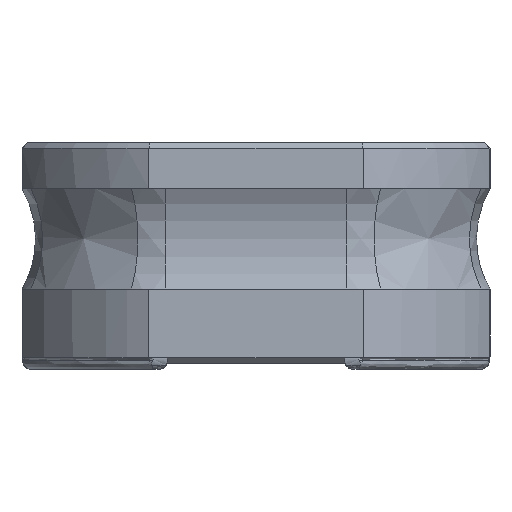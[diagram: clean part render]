
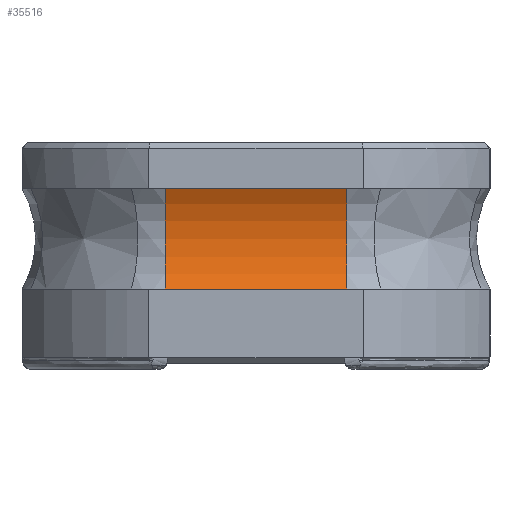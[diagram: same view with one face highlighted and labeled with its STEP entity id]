
A CAD part, front view. The second image highlights one B-rep face of the part: STEP entity #35516.
In plain terms, the highlighted free-form (B-spline) face has degree [2, 1] with [3, 2] control points.
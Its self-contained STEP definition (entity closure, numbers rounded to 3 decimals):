
#35460=CARTESIAN_POINT('',(1.578,-3.95,-0.8));
#35461=VERTEX_POINT('',#35460);
#35469=CARTESIAN_POINT('',(1.578,-3.95,-2.55));
#35470=VERTEX_POINT('',#35469);
#35477=CARTESIAN_POINT('',(1.578,-3.95,-0.8));
#35478=CARTESIAN_POINT('',(1.578,-3.462,-1.675));
#35479=CARTESIAN_POINT('',(1.578,-3.95,-2.55));
#35480=(BOUNDED_CURVE()B_SPLINE_CURVE(2,(#35477,#35478,#35479),.UNSPECIFIED.,.F.,.U.)B_SPLINE_CURVE_WITH_KNOTS((3,3),(0.,1.),.UNSPECIFIED.)CURVE()GEOMETRIC_REPRESENTATION_ITEM()RATIONAL_B_SPLINE_CURVE((1.,0.871,1.))REPRESENTATION_ITEM(''));
#35481=EDGE_CURVE('',#35461,#35470,#35480,.T.);
#35486=CARTESIAN_POINT('',(1.578,-3.95,-0.8));
#35487=CARTESIAN_POINT('',(-1.578,-3.95,-0.8));
#35488=CARTESIAN_POINT('',(1.578,-3.462,-1.675));
#35489=CARTESIAN_POINT('',(-1.578,-3.462,-1.675));
#35490=CARTESIAN_POINT('',(1.578,-3.95,-2.55));
#35491=CARTESIAN_POINT('',(-1.578,-3.95,-2.55));
#35492=(BOUNDED_SURFACE()B_SPLINE_SURFACE(2,1,((#35486,#35487),(#35488,#35489),(#35490,#35491)),.UNSPECIFIED.,.F.,.F.,.U.)B_SPLINE_SURFACE_WITH_KNOTS((3,3),(2,2),(0.,1.),(0.,1.),.UNSPECIFIED.)GEOMETRIC_REPRESENTATION_ITEM()RATIONAL_B_SPLINE_SURFACE(((1.,1.),(0.871,0.871),(1.,1.)))REPRESENTATION_ITEM('')SURFACE());
#35493=CARTESIAN_POINT('',(-1.578,-3.95,-0.8));
#35494=VERTEX_POINT('',#35493);
#35495=CARTESIAN_POINT('',(1.578,-3.95,-0.8));
#35496=CARTESIAN_POINT('',(-1.578,-3.95,-0.8));
#35497=B_SPLINE_CURVE_WITH_KNOTS('',1,(#35495,#35496),.UNSPECIFIED.,.F.,.U.,(2,2),(0.,1.),.UNSPECIFIED.);
#35498=EDGE_CURVE('',#35461,#35494,#35497,.T.);
#35499=ORIENTED_EDGE('',*,*,#35498,.F.);
#35500=ORIENTED_EDGE('',*,*,#35481,.T.);
#35501=CARTESIAN_POINT('',(-1.578,-3.95,-2.55));
#35502=VERTEX_POINT('',#35501);
#35503=CARTESIAN_POINT('',(1.578,-3.95,-2.55));
#35504=CARTESIAN_POINT('',(-1.578,-3.95,-2.55));
#35505=B_SPLINE_CURVE_WITH_KNOTS('',1,(#35503,#35504),.UNSPECIFIED.,.F.,.U.,(2,2),(0.,1.),.UNSPECIFIED.);
#35506=EDGE_CURVE('',#35470,#35502,#35505,.T.);
#35507=ORIENTED_EDGE('',*,*,#35506,.T.);
#35508=CARTESIAN_POINT('',(-1.578,-3.95,-0.8));
#35509=CARTESIAN_POINT('',(-1.578,-3.462,-1.675));
#35510=CARTESIAN_POINT('',(-1.578,-3.95,-2.55));
#35511=(BOUNDED_CURVE()B_SPLINE_CURVE(2,(#35508,#35509,#35510),.UNSPECIFIED.,.F.,.U.)B_SPLINE_CURVE_WITH_KNOTS((3,3),(0.,1.),.UNSPECIFIED.)CURVE()GEOMETRIC_REPRESENTATION_ITEM()RATIONAL_B_SPLINE_CURVE((1.,0.871,1.))REPRESENTATION_ITEM(''));
#35512=EDGE_CURVE('',#35494,#35502,#35511,.T.);
#35513=ORIENTED_EDGE('',*,*,#35512,.F.);
#35514=EDGE_LOOP('',(#35499,#35500,#35507,#35513));
#35515=FACE_OUTER_BOUND('',#35514,.F.);
#35516=ADVANCED_FACE('',(#35515),#35492,.F.);
